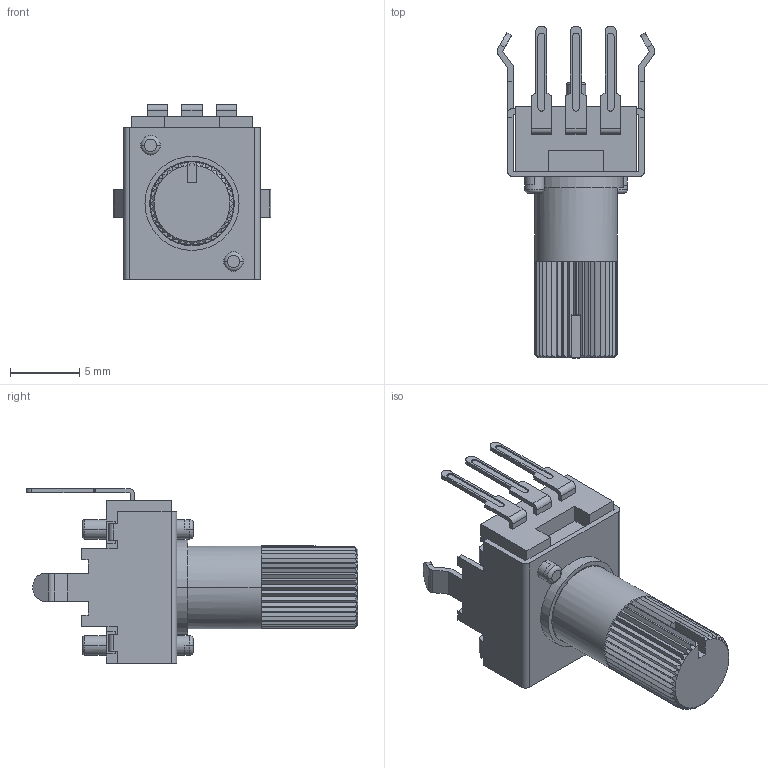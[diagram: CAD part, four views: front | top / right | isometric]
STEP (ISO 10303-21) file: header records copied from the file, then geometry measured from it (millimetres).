
FILE_DESCRIPTION((''),'2;1');
FILE_NAME('PTV09A-4X20U-XXXX','2016-04-28T',('RICKB'),('Bourns, Inc.'),'CREO PARAMETRIC BY PTC INC, 2016050','CREO PARAMETRIC BY PTC INC, 2016050','');
FILE_SCHEMA(('CONFIG_CONTROL_DESIGN'));
Length unit declared in the file: millimetre
Products named in the file (1): PTV09A-4X20U-XXXX
Bounding box: 11.4 x 23.99 x 12.65 mm (x, y, z)
Volume: 776.7 mm3; surface area: 1437.1 mm2
Topology: 2 solids, 4 shells, 357 faces, 995 edges, 666 vertices
Faces by surface type: plane 287, cylinder 61, torus 8, cone 1
Entity records: 11711 total; most frequent: CARTESIAN_POINT 2417, ORIENTED_EDGE 1990, DIRECTION 1856, EDGE_CURVE 995, VECTOR 680, LINE 680, VERTEX_POINT 666, AXIS2_PLACEMENT_3D 588
